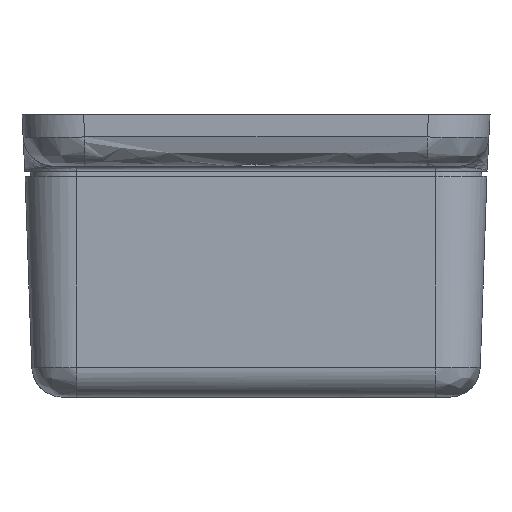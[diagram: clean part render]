
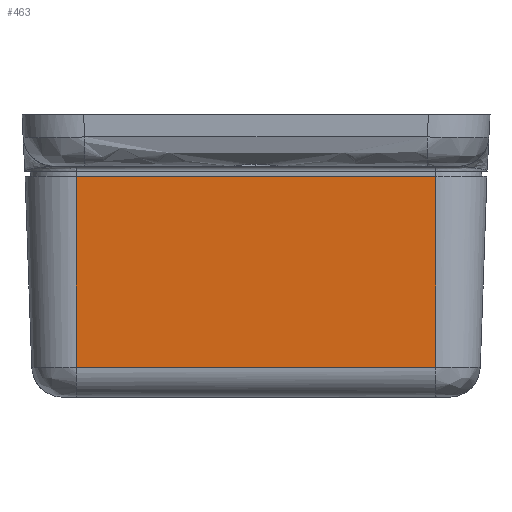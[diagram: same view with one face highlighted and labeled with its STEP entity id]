
A CAD part, front view. The second image highlights one B-rep face of the part: STEP entity #463.
In plain terms, the highlighted planar face has unit normal (0, -0.999, -0.035).
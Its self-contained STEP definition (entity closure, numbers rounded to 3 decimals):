
#463=ADVANCED_FACE('',(#1389),#14501,.T.);
#1389=FACE_OUTER_BOUND('',#2333,.T.);
#2333=EDGE_LOOP('',(#3769,#3770,#3771,#3772));
#3769=ORIENTED_EDGE('',*,*,#8205,.T.);
#3770=ORIENTED_EDGE('',*,*,#8206,.T.);
#3771=ORIENTED_EDGE('',*,*,#8207,.T.);
#3772=ORIENTED_EDGE('',*,*,#8208,.T.);
#8205=EDGE_CURVE('',#12691,#12706,#11048,.T.);
#8206=EDGE_CURVE('',#12706,#12807,#11049,.T.);
#8207=EDGE_CURVE('',#12807,#12808,#11050,.T.);
#8208=EDGE_CURVE('',#12808,#12691,#11051,.T.);
#11048=B_SPLINE_CURVE_WITH_KNOTS('',1,(#20172,#20173),.UNSPECIFIED.,.F.,
 .F.,(2,2),(-35.,0.),.UNSPECIFIED.);
#11049=B_SPLINE_CURVE_WITH_KNOTS('',1,(#20174,#20175),.UNSPECIFIED.,.F.,
 .F.,(2,2),(-18.616,0.),.UNSPECIFIED.);
#11050=B_SPLINE_CURVE_WITH_KNOTS('',1,(#20176,#20177),.UNSPECIFIED.,.F.,
 .F.,(2,2),(0.,35.),.UNSPECIFIED.);
#11051=B_SPLINE_CURVE_WITH_KNOTS('',1,(#20178,#20179),.UNSPECIFIED.,.F.,
 .F.,(2,2),(0.,18.616),.UNSPECIFIED.);
#12691=VERTEX_POINT('',#18806);
#12706=VERTEX_POINT('',#18821);
#12807=VERTEX_POINT('',#18922);
#12808=VERTEX_POINT('',#18923);
#14501=PLANE('',#15015);
#15015=AXIS2_PLACEMENT_3D('',#18087,#15479,$);
#15479=DIRECTION('',(0.,-0.999,-0.035));
#18087=CARTESIAN_POINT('',(-1.38,-0.069,-4.015));
#18806=CARTESIAN_POINT('',(-40.,0.65,-24.605));
#18821=CARTESIAN_POINT('',(-5.,0.65,-24.605));
#18922=CARTESIAN_POINT('',(-5.,0.,-6.));
#18923=CARTESIAN_POINT('',(-40.,0.,-6.));
#20172=CARTESIAN_POINT('',(-40.,0.65,-24.605));
#20173=CARTESIAN_POINT('',(-5.,0.65,-24.605));
#20174=CARTESIAN_POINT('',(-5.,0.65,-24.605));
#20175=CARTESIAN_POINT('',(-5.,0.,-6.));
#20176=CARTESIAN_POINT('',(-5.,0.,-6.));
#20177=CARTESIAN_POINT('',(-40.,0.,-6.));
#20178=CARTESIAN_POINT('',(-40.,0.,-6.));
#20179=CARTESIAN_POINT('',(-40.,0.65,-24.605));
